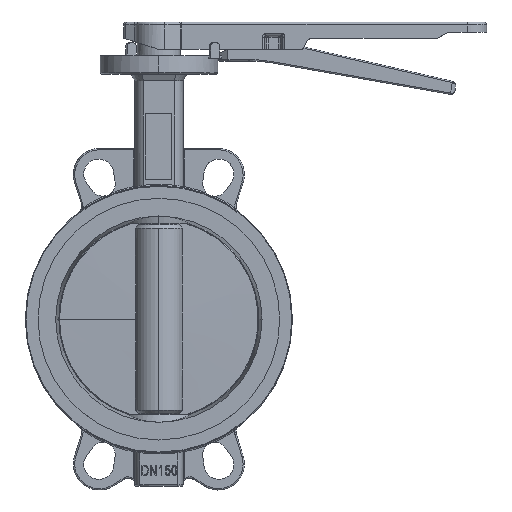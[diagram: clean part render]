
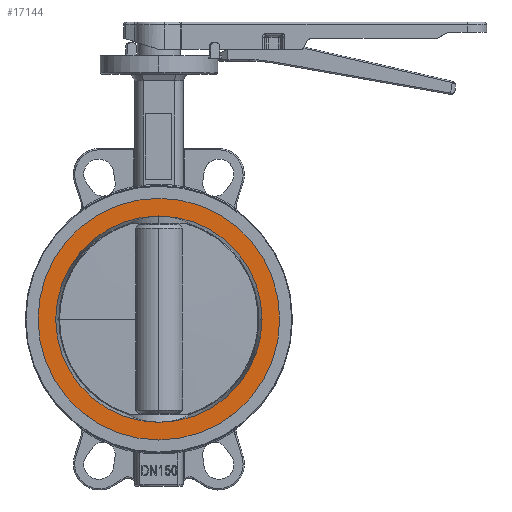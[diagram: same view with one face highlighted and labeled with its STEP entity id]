
A CAD part, top view. The second image highlights one B-rep face of the part: STEP entity #17144.
In plain terms, the highlighted planar face has unit normal (0, 0, 1).
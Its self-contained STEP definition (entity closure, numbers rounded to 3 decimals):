
#17 = DIRECTION ( 'NONE',  ( 1., 0., 0. ) ) ;
#61 = VERTEX_POINT ( 'NONE', #17882 ) ;
#191 = ORIENTED_EDGE ( 'NONE', *, *, #3894, .F. ) ;
#1900 = EDGE_CURVE ( 'NONE', #20755, #10985, #2351, .T. ) ;
#1924 = CARTESIAN_POINT ( 'NONE',  ( -302.26, -33.277, 387.608 ) ) ;
#2203 = DIRECTION ( 'NONE',  ( 0., 0., 1. ) ) ;
#2351 = CIRCLE ( 'NONE', #5070, 92.7 ) ;
#3894 = EDGE_CURVE ( 'NONE', #5624, #61, #13164, .T. ) ;
#5070 = AXIS2_PLACEMENT_3D ( 'NONE', #10646, #2203, #18939 ) ;
#5272 = DIRECTION ( 'NONE',  ( 0., 0., 1. ) ) ;
#5624 = VERTEX_POINT ( 'NONE', #13894 ) ;
#6485 = FACE_BOUND ( 'NONE', #20436, .T. ) ;
#6942 = CIRCLE ( 'NONE', #7165, 79.155 ) ;
#6982 = DIRECTION ( 'NONE',  ( 0., 0., 1. ) ) ;
#7165 = AXIS2_PLACEMENT_3D ( 'NONE', #19370, #9732, #17 ) ;
#8403 = DIRECTION ( 'NONE',  ( 1., 0., 0. ) ) ;
#9732 = DIRECTION ( 'NONE',  ( 0., 0., 1. ) ) ;
#9984 = ORIENTED_EDGE ( 'NONE', *, *, #1900, .T. ) ;
#10247 = EDGE_LOOP ( 'NONE', ( #10336, #9984 ) ) ;
#10336 = ORIENTED_EDGE ( 'NONE', *, *, #20026, .T. ) ;
#10646 = CARTESIAN_POINT ( 'NONE',  ( -209.56, -33.277, 387.608 ) ) ;
#10985 = VERTEX_POINT ( 'NONE', #15036 ) ;
#11331 = FACE_OUTER_BOUND ( 'NONE', #10247, .T. ) ;
#13066 = CARTESIAN_POINT ( 'NONE',  ( -209.56, -33.277, 387.608 ) ) ;
#13164 = CIRCLE ( 'NONE', #18454, 79.155 ) ;
#13894 = CARTESIAN_POINT ( 'NONE',  ( -130.405, -33.277, 387.608 ) ) ;
#14804 = PLANE ( 'NONE',  #16422 ) ;
#14913 = CARTESIAN_POINT ( 'NONE',  ( -209.56, -33.277, 387.608 ) ) ;
#15036 = CARTESIAN_POINT ( 'NONE',  ( -116.86, -33.277, 387.608 ) ) ;
#15656 = AXIS2_PLACEMENT_3D ( 'NONE', #14913, #5272, #16537 ) ;
#16422 = AXIS2_PLACEMENT_3D ( 'NONE', #13066, #18032, #8403 ) ;
#16537 = DIRECTION ( 'NONE',  ( 1., 0., 0. ) ) ;
#16616 = CARTESIAN_POINT ( 'NONE',  ( -209.56, -33.277, 387.608 ) ) ;
#17144 = ADVANCED_FACE ( 'NONE', ( #6485, #11331 ), #14804, .T. ) ;
#17882 = CARTESIAN_POINT ( 'NONE',  ( -288.715, -33.277, 387.608 ) ) ;
#18032 = DIRECTION ( 'NONE',  ( 0., 0., 1. ) ) ;
#18229 = DIRECTION ( 'NONE',  ( 1., 0., 0. ) ) ;
#18454 = AXIS2_PLACEMENT_3D ( 'NONE', #16616, #6982, #18229 ) ;
#18939 = DIRECTION ( 'NONE',  ( 1., 0., 0. ) ) ;
#19006 = CIRCLE ( 'NONE', #15656, 92.7 ) ;
#19023 = EDGE_CURVE ( 'NONE', #61, #5624, #6942, .T. ) ;
#19370 = CARTESIAN_POINT ( 'NONE',  ( -209.56, -33.277, 387.608 ) ) ;
#20012 = ORIENTED_EDGE ( 'NONE', *, *, #19023, .F. ) ;
#20026 = EDGE_CURVE ( 'NONE', #10985, #20755, #19006, .T. ) ;
#20436 = EDGE_LOOP ( 'NONE', ( #191, #20012 ) ) ;
#20755 = VERTEX_POINT ( 'NONE', #1924 ) ;
